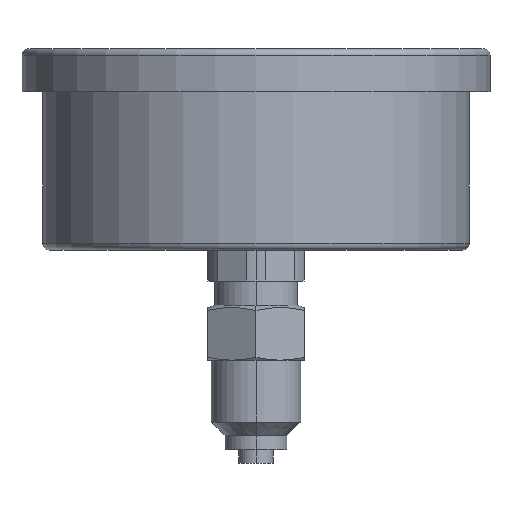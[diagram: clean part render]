
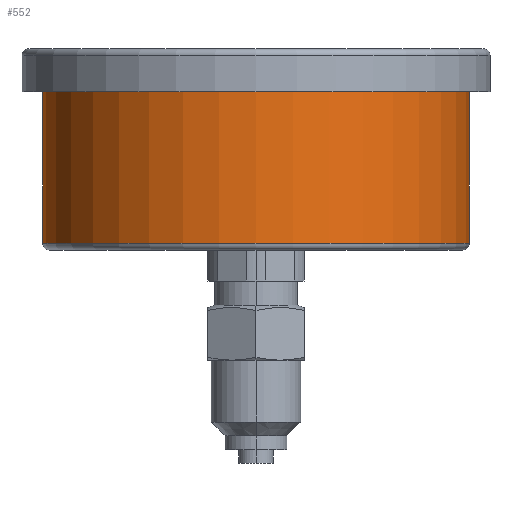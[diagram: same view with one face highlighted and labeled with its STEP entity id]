
A CAD part, front view. The second image highlights one B-rep face of the part: STEP entity #552.
In plain terms, the highlighted cylindrical face has radius 31 mm (diameter 62 mm), a partial arc.
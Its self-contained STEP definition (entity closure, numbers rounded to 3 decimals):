
#197 = CARTESIAN_POINT ( 'NONE',  ( 0., 0., 0. ) ) ;
#216 = DIRECTION ( 'NONE',  ( 0., 0., -1. ) ) ;
#225 = DIRECTION ( 'NONE',  ( -1., 0., 0. ) ) ;
#361 = VERTEX_POINT ( 'NONE', #1758 ) ;
#395 = VERTEX_POINT ( 'NONE', #1799 ) ;
#408 = VERTEX_POINT ( 'NONE', #1812 ) ;
#445 = VERTEX_POINT ( 'NONE', #1789 ) ;
#552 = ADVANCED_FACE ( 'NONE', ( #1004 ), #1007, .T. ) ;
#608 = EDGE_LOOP ( 'NONE', ( #2128, #2123, #2120, #2122 ) ) ;
#741 = AXIS2_PLACEMENT_3D ( 'NONE', #3155, #3156, #3157 ) ;
#752 = AXIS2_PLACEMENT_3D ( 'NONE', #2530, #2531, #2532 ) ;
#839 = AXIS2_PLACEMENT_3D ( 'NONE', #197, #216, #225 ) ;
#1004 = FACE_OUTER_BOUND ( 'NONE', #608, .T. ) ;
#1007 = CYLINDRICAL_SURFACE ( 'NONE', #839, 31. ) ;
#1426 = CIRCLE ( 'NONE', #741, 31. ) ;
#1451 = LINE ( 'NONE', #2493, #1455 ) ;
#1455 = VECTOR ( 'NONE', #2500, 1000. ) ;
#1474 = CIRCLE ( 'NONE', #752, 31. ) ;
#1480 = LINE ( 'NONE', #2537, #1483 ) ;
#1483 = VECTOR ( 'NONE', #2538, 1000. ) ;
#1758 = CARTESIAN_POINT ( 'NONE',  ( -31., 0., -29. ) ) ;
#1789 = CARTESIAN_POINT ( 'NONE',  ( 31., 0., -29. ) ) ;
#1799 = CARTESIAN_POINT ( 'NONE',  ( -31., 0., -7. ) ) ;
#1812 = CARTESIAN_POINT ( 'NONE',  ( 31., 0., -7. ) ) ;
#2120 = ORIENTED_EDGE ( 'NONE', *, *, #2381, .T. ) ;
#2122 = ORIENTED_EDGE ( 'NONE', *, *, #2377, .T. ) ;
#2123 = ORIENTED_EDGE ( 'NONE', *, *, #2348, .T. ) ;
#2128 = ORIENTED_EDGE ( 'NONE', *, *, #2364, .F. ) ;
#2348 = EDGE_CURVE ( 'NONE', #408, #395, #1426, .T. ) ;
#2364 = EDGE_CURVE ( 'NONE', #408, #445, #1451, .T. ) ;
#2377 = EDGE_CURVE ( 'NONE', #361, #445, #1474, .T. ) ;
#2381 = EDGE_CURVE ( 'NONE', #395, #361, #1480, .T. ) ;
#2493 = CARTESIAN_POINT ( 'NONE',  ( 31., 0., 0. ) ) ;
#2500 = DIRECTION ( 'NONE',  ( 0., 0., -1. ) ) ;
#2530 = CARTESIAN_POINT ( 'NONE',  ( 0., 0., -29. ) ) ;
#2531 = DIRECTION ( 'NONE',  ( 0., 0., 1. ) ) ;
#2532 = DIRECTION ( 'NONE',  ( -1., 0., 0. ) ) ;
#2537 = CARTESIAN_POINT ( 'NONE',  ( -31., 0., 0. ) ) ;
#2538 = DIRECTION ( 'NONE',  ( 0., 0., -1. ) ) ;
#3155 = CARTESIAN_POINT ( 'NONE',  ( 0., 0., -7. ) ) ;
#3156 = DIRECTION ( 'NONE',  ( 0., 0., -1. ) ) ;
#3157 = DIRECTION ( 'NONE',  ( -1., 0., 0. ) ) ;
